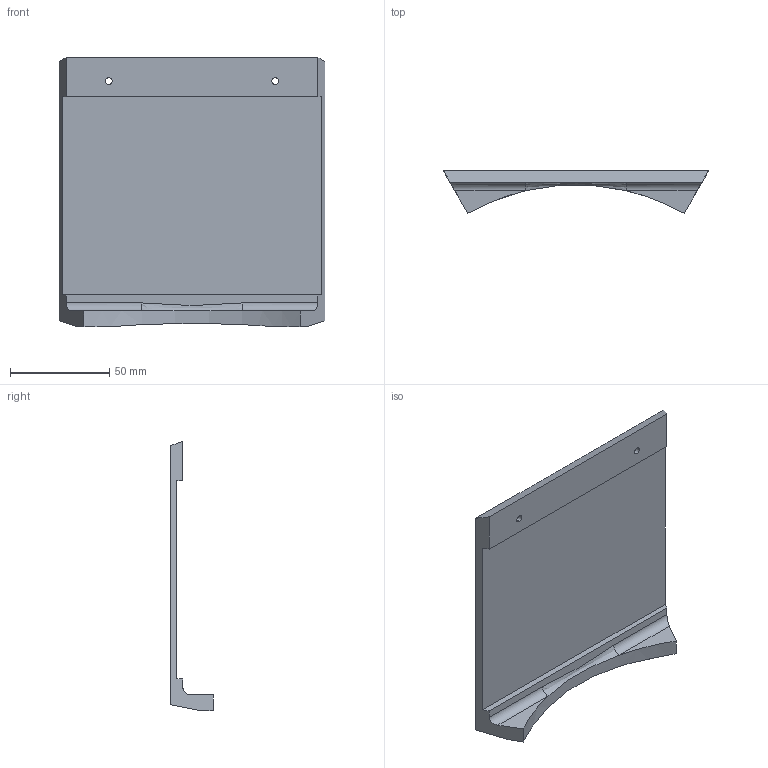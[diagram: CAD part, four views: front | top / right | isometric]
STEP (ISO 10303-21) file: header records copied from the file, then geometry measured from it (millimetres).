
FILE_DESCRIPTION (( 'STEP AP214' ), '1' );
FILE_NAME ('caseFlat.STEP', '2025-04-14T16:58:32', ( '' ), ( '' ), 'SwSTEP 2.0', 'SolidWorks 2025', '' );
FILE_SCHEMA (( 'AUTOMOTIVE_DESIGN' ));
Length unit declared in the file: millimetre
Products named in the file (1): caseFlat
Bounding box: 133.93 x 21.48 x 136 mm (x, y, z)
Volume: 70524.3 mm3; surface area: 40267.7 mm2
Topology: 1 solids, 1 shells, 28 faces, 70 edges, 46 vertices
Faces by surface type: plane 16, cylinder 11, bspline 1
Entity records: 948 total; most frequent: CARTESIAN_POINT 236, DIRECTION 145, ORIENTED_EDGE 140, EDGE_CURVE 70, AXIS2_PLACEMENT_3D 51, VERTEX_POINT 46, LINE 43, VECTOR 43
